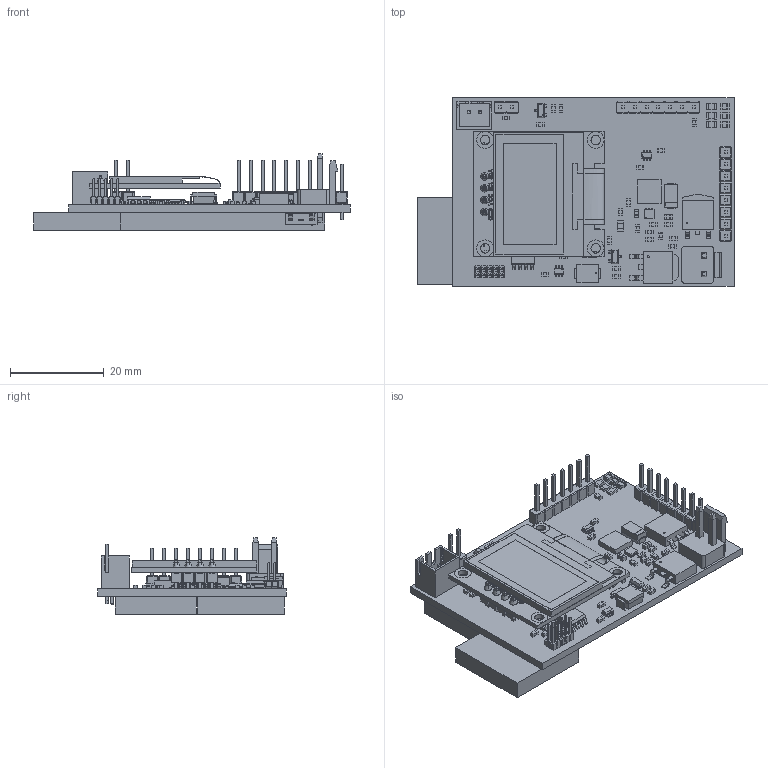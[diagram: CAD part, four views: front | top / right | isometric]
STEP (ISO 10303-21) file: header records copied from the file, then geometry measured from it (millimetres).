
FILE_DESCRIPTION(/* description */ ('PCB Design'),/* implementation_level */ '2;1');
FILE_NAME(/* name */ 'Declencheur_V2',/* time_stamp */ '2020-11-21T17:57:07+01:00',/* author */ (''),/* organization */ (''),/* preprocessor_version */ 'ST-DEVELOPER v16',/* originating_system */ 'allegro_17.2P028',/* authorisation */ '');
FILE_SCHEMA (('AUTOMOTIVE_DESIGN { 1 0 10303 214 3 1 1 }'));
Products named in the file (51): DECLENCHEUR_V2; BOARD_OUTLINE; COMPONENTS; TO252-FDD4141; TO252-AA-SUD50P04; VERTICAL_HEADER_7_254; SOIC8-127P-25AA320A; TQFP44-0_8P-PIC24FJXXXGA204; VERTICAL_HEADER_2_254; WSON65P-5-TPS61170; SOT23; CONNECTEUR_JST-2_PIN-2_5; INDUCTOR_COUPLED_LPR4012; DIODE_403D_MURA160; SSOP6_0-65_SIP32431; BATT-LS17500-3PF; CONNECTEUR_JST_B2P-VH; TO252AA-IRLR2905Z; SOT23-0_95-GSD; DIODE_DO-214AA-B250-13-F; SOD123-MMSZ4684; 0805; 1206; CONNECTEUR_FTSH-105-01-F-D-K; VERTICAL_HEADER_8_254; CAP_VERTICAL_D18; 0603; LED0805N; C_0603; SSD1306; product; C-826629-7; C-826630-2; JST-XH-2.5mm rectangle connectors straight; B2P-VH; C-826646-8; (Unsaved)
Assembly tree (100 placements, depth 4):
  DECLENCHEUR_V2
    BOARD_OUTLINE
    COMPONENTS
      TO252-FDD4141
        product
      TO252-AA-SUD50P04
        product
      VERTICAL_HEADER_7_254
        C-826629-7
      SOIC8-127P-25AA320A
        product
      TQFP44-0_8P-PIC24FJXXXGA204
        product
      VERTICAL_HEADER_2_254
        C-826630-2
      WSON65P-5-TPS61170
        product
      SOT23
        product
      CONNECTEUR_JST-2_PIN-2_5
        JST-XH-2.5mm rectangle connectors straight
      INDUCTOR_COUPLED_LPR4012
      DIODE_403D_MURA160
        product
      SSOP6_0-65_SIP32431  x3
        product
      BATT-LS17500-3PF
      CONNECTEUR_JST_B2P-VH
        B2P-VH
      TO252AA-IRLR2905Z
        product
      SOT23-0_95-GSD  x2
        product
      DIODE_DO-214AA-B250-13-F
        product
      SOD123-MMSZ4684
        product
      0805  x4
        product
      1206
      CONNECTEUR_FTSH-105-01-F-D-K
        product
      VERTICAL_HEADER_8_254
        C-826646-8
      CAP_VERTICAL_D18
      0603  x40
        product
      LED0805N  x3
        product
      C_0603  x2
        product
      SSD1306
        (Unsaved)
Bounding box: 67.38 x 40.1 x 16.35 mm (x, y, z)
Volume: 2808.1 mm3; surface area: 14948.8 mm2
Topology: 321 solids, 326 shells, 3635 faces, 8515 edges, 5584 vertices
Faces by surface type: plane 3169, cylinder 456, bspline 6, cone 4
Full cylindrical faces by diameter (mm): 0.064 x3, 0.1 x1, 0.142 x1, 0.152 x3, 0.196 x1, 0.23 x1, 0.337 x3, 0.4 x1, 1 x4, 2 x6, 3.6 x6
Entity records: 73541 total; most frequent: CARTESIAN_POINT 12136, ORIENTED_EDGE 11768, DIRECTION 11418, EDGE_CURVE 5889, VECTOR 5013, LINE 5013, VERTEX_POINT 3868, AXIS2_PLACEMENT_3D 3323
